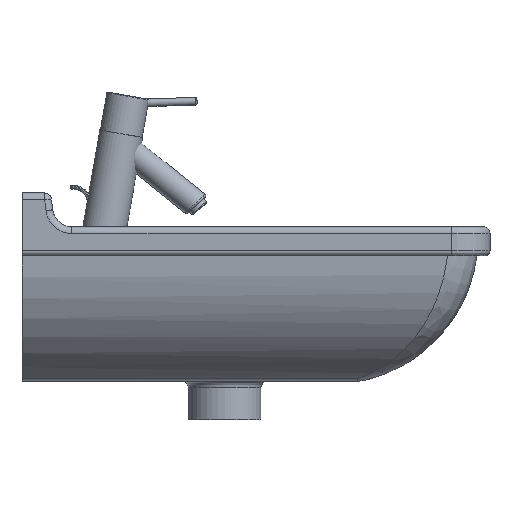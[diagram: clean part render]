
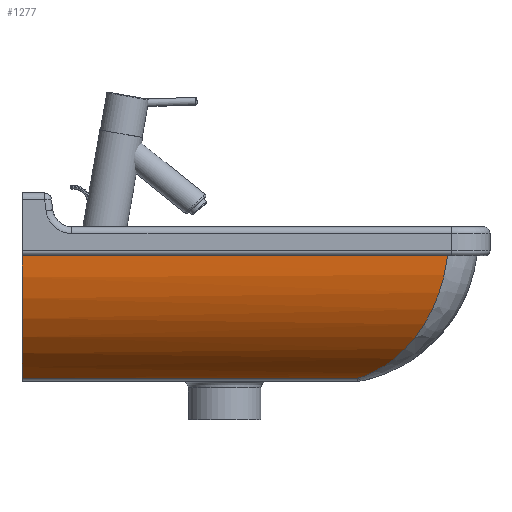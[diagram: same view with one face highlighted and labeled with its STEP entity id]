
A CAD part, left-side view. The second image highlights one B-rep face of the part: STEP entity #1277.
In plain terms, the highlighted cylindrical face has radius 141.196 mm (diameter 282.392 mm), a partial arc.
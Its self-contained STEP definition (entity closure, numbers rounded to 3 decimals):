
#378=CARTESIAN_POINT('',(46.651,24.935,23.02));
#379=VERTEX_POINT('',#378);
#387=CARTESIAN_POINT('',(-32.801,24.935,150.001));
#388=VERTEX_POINT('',#387);
#389=CARTESIAN_POINT('',(108.395,24.935,150.001));
#390=DIRECTION('',(0.0,1.,0.0));
#391=DIRECTION('',(0.39,0.0,0.921));
#392=AXIS2_PLACEMENT_3D('',#389,#390,#391);
#393=CIRCLE('',#392,141.196);
#394=EDGE_CURVE('',#379,#388,#393,.T.);
#472=CARTESIAN_POINT('',(-32.801,-416.221,150.001));
#473=VERTEX_POINT('',#472);
#474=CARTESIAN_POINT('',(-32.801,-416.221,150.001));
#475=DIRECTION('',(0.,1.0,0.));
#476=VECTOR('',#475,441.156);
#477=LINE('',#474,#476);
#478=EDGE_CURVE('',#473,#388,#477,.T.);
#581=CARTESIAN_POINT('',(46.651,-322.829,23.02));
#582=VERTEX_POINT('',#581);
#822=CARTESIAN_POINT('',(-32.801,-416.221,150.001));
#823=CARTESIAN_POINT('',(-32.801,-415.807,146.7));
#824=CARTESIAN_POINT('',(-32.599,-414.939,140.962));
#825=CARTESIAN_POINT('',(-31.824,-413.343,132.908));
#826=CARTESIAN_POINT('',(-30.778,-411.655,125.834));
#827=CARTESIAN_POINT('',(-29.633,-410.05,120.102));
#828=CARTESIAN_POINT('',(-28.567,-408.656,115.626));
#829=CARTESIAN_POINT('',(-26.815,-406.449,108.989));
#830=CARTESIAN_POINT('',(-24.106,-403.269,100.796));
#831=CARTESIAN_POINT('',(-19.026,-397.638,88.693));
#832=CARTESIAN_POINT('',(-14.4,-392.724,80.03));
#833=CARTESIAN_POINT('',(-10.117,-388.245,73.212));
#834=CARTESIAN_POINT('',(-5.693,-383.638,66.592));
#835=CARTESIAN_POINT('',(3.003,-374.65,55.397));
#836=CARTESIAN_POINT('',(12.49,-364.752,46.106));
#837=CARTESIAN_POINT('',(19.012,-357.684,40.689));
#838=CARTESIAN_POINT('',(20.75,-355.78,39.296));
#839=CARTESIAN_POINT('',(25.106,-350.975,35.888));
#840=CARTESIAN_POINT('',(31.677,-343.484,31.305));
#841=CARTESIAN_POINT('',(40.033,-332.931,26.366));
#842=CARTESIAN_POINT('',(44.586,-326.267,24.024));
#843=CARTESIAN_POINT('',(46.651,-322.829,23.02));
#844=B_SPLINE_CURVE_WITH_KNOTS('',3,(#822,#823,#824,#825,#826,#827,#828,#829,#830,#831,#832,#833,#834,#835,#836,#837,#838,#839,#840,#841,#842,#843),.UNSPECIFIED.,.F.,.U.,(4,1,1,1,1,1,1,1,1,1,1,1,1,1,1,1,1,1,1,4),(3.996,4.78,5.363,5.945,6.527,6.819,7.11,8.275,9.051,10.605,10.993,11.381,12.935,15.264,15.653,15.847,16.041,17.594,18.759,19.924),.UNSPECIFIED.);
#845=EDGE_CURVE('',#473,#582,#844,.T.);
#911=CARTESIAN_POINT('',(46.651,-322.829,23.02));
#912=DIRECTION('',(0.0,1.0,0.0));
#913=VECTOR('',#912,347.764);
#914=LINE('',#911,#913);
#915=EDGE_CURVE('',#582,#379,#914,.T.);
#1266=CARTESIAN_POINT('',(108.395,24.935,150.001));
#1267=DIRECTION('',(0.0,-1.0,0.0));
#1268=DIRECTION('',(0.39,0.0,0.921));
#1269=AXIS2_PLACEMENT_3D('',#1266,#1267,#1268);
#1270=CYLINDRICAL_SURFACE('',#1269,141.196);
#1271=ORIENTED_EDGE('',*,*,#845,.F.);
#1272=ORIENTED_EDGE('',*,*,#478,.T.);
#1273=ORIENTED_EDGE('',*,*,#394,.F.);
#1274=ORIENTED_EDGE('',*,*,#915,.F.);
#1275=EDGE_LOOP('',(#1271,#1272,#1273,#1274));
#1276=FACE_OUTER_BOUND('',#1275,.T.);
#1277=ADVANCED_FACE('',(#1276),#1270,.T.);
